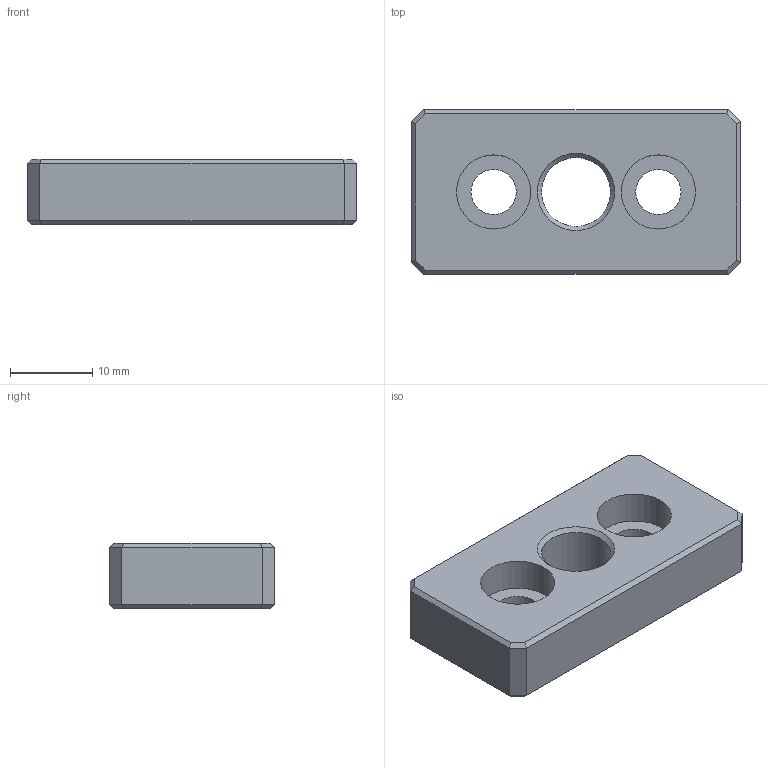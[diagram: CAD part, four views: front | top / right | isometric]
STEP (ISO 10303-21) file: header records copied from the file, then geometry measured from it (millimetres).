
FILE_DESCRIPTION(/* description */ ('522040.10, Deska M8 upínací'),/* implementation_level */ '2;1');
FILE_NAME(/* name */ '522040.10.stp',/* time_stamp */ '2018-08-11T11:59:46+02:00',/* author */ ('Lisin'),/* organization */ ('Alutec K&K'),/* preprocessor_version */ 'ST-DEVELOPER v16.1',/* originating_system */ 'Autodesk Inventor 2016',/* authorisation */ '');
FILE_SCHEMA (('AUTOMOTIVE_DESIGN { 1 0 10303 214 3 1 1 }'));
Length unit declared in the file: millimetre
Products named in the file (1): 522040.10
Bounding box: 40 x 20 x 8 mm (x, y, z)
Volume: 5191.9 mm3; surface area: 2816.3 mm2
Topology: 1 solids, 1 shells, 34 faces, 74 edges, 44 vertices
Faces by surface type: plane 28, cylinder 5, cone 1
Full cylindrical faces by diameter (mm): 5.5 x2, 8.376 x1, 9 x2
Entity records: 898 total; most frequent: DIRECTION 148, CARTESIAN_POINT 145, ORIENTED_EDGE 134, EDGE_CURVE 67, LINE 56, VECTOR 56, EDGE_LOOP 48, AXIS2_PLACEMENT_3D 46
